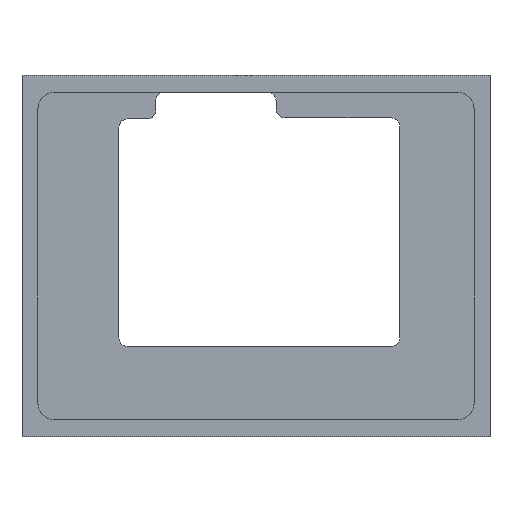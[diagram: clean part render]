
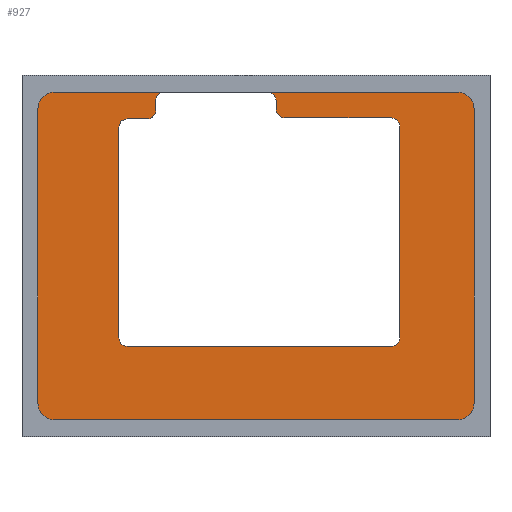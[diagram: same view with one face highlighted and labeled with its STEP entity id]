
A CAD part, top view. The second image highlights one B-rep face of the part: STEP entity #927.
In plain terms, the highlighted planar face has unit normal (0, 0, 1).
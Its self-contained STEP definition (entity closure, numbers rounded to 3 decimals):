
#377 = EDGE_CURVE('',#378,#380,#382,.T.);
#378 = VERTEX_POINT('',#379);
#379 = CARTESIAN_POINT('',(-16.25,20.5,-1.5));
#380 = VERTEX_POINT('',#381);
#381 = CARTESIAN_POINT('',(-19.25,20.5,-1.5));
#382 = LINE('',#383,#384);
#383 = CARTESIAN_POINT('',(-16.25,20.5,-1.5));
#384 = VECTOR('',#385,1.);
#385 = DIRECTION('',(-1.,0.,0.));
#408 = EDGE_CURVE('',#380,#409,#411,.T.);
#409 = VERTEX_POINT('',#410);
#410 = CARTESIAN_POINT('',(-20.5,19.25,-1.5));
#411 = CIRCLE('',#412,1.25);
#412 = AXIS2_PLACEMENT_3D('',#413,#414,#415);
#413 = CARTESIAN_POINT('',(-19.25,19.25,-1.5));
#414 = DIRECTION('',(0.,0.,1.));
#415 = DIRECTION('',(1.,0.,0.));
#433 = EDGE_CURVE('',#409,#434,#436,.T.);
#434 = VERTEX_POINT('',#435);
#435 = CARTESIAN_POINT('',(-20.5,-12.25,-1.5));
#436 = LINE('',#437,#438);
#437 = CARTESIAN_POINT('',(-20.5,19.25,-1.5));
#438 = VECTOR('',#439,1.);
#439 = DIRECTION('',(0.,-1.,0.));
#457 = EDGE_CURVE('',#434,#458,#460,.T.);
#458 = VERTEX_POINT('',#459);
#459 = CARTESIAN_POINT('',(-19.25,-13.5,-1.5));
#460 = CIRCLE('',#461,1.25);
#461 = AXIS2_PLACEMENT_3D('',#462,#463,#464);
#462 = CARTESIAN_POINT('',(-19.25,-12.25,-1.5));
#463 = DIRECTION('',(0.,0.,1.));
#464 = DIRECTION('',(1.,0.,0.));
#482 = EDGE_CURVE('',#458,#483,#485,.T.);
#483 = VERTEX_POINT('',#484);
#484 = CARTESIAN_POINT('',(20.25,-13.5,-1.5));
#485 = LINE('',#486,#487);
#486 = CARTESIAN_POINT('',(-19.25,-13.5,-1.5));
#487 = VECTOR('',#488,1.);
#488 = DIRECTION('',(1.,0.,0.));
#506 = EDGE_CURVE('',#483,#507,#509,.T.);
#507 = VERTEX_POINT('',#508);
#508 = CARTESIAN_POINT('',(21.5,-12.25,-1.5));
#509 = CIRCLE('',#510,1.25);
#510 = AXIS2_PLACEMENT_3D('',#511,#512,#513);
#511 = CARTESIAN_POINT('',(20.25,-12.25,-1.5));
#512 = DIRECTION('',(0.,0.,1.));
#513 = DIRECTION('',(1.,0.,0.));
#531 = EDGE_CURVE('',#507,#532,#534,.T.);
#532 = VERTEX_POINT('',#533);
#533 = CARTESIAN_POINT('',(21.5,19.402,-1.5));
#534 = LINE('',#535,#536);
#535 = CARTESIAN_POINT('',(21.5,-12.25,-1.5));
#536 = VECTOR('',#537,1.);
#537 = DIRECTION('',(0.,1.,0.));
#555 = EDGE_CURVE('',#532,#556,#558,.T.);
#556 = VERTEX_POINT('',#557);
#557 = CARTESIAN_POINT('',(20.25,20.652,-1.5));
#558 = CIRCLE('',#559,1.25);
#559 = AXIS2_PLACEMENT_3D('',#560,#561,#562);
#560 = CARTESIAN_POINT('',(20.25,19.402,-1.5));
#561 = DIRECTION('',(0.,0.,1.));
#562 = DIRECTION('',(1.,0.,0.));
#580 = EDGE_CURVE('',#556,#581,#583,.T.);
#581 = VERTEX_POINT('',#582);
#582 = CARTESIAN_POINT('',(4.25,20.652,-1.5));
#583 = LINE('',#584,#585);
#584 = CARTESIAN_POINT('',(20.25,20.652,-1.5));
#585 = VECTOR('',#586,1.);
#586 = DIRECTION('',(-1.,0.,0.));
#604 = EDGE_CURVE('',#605,#581,#607,.T.);
#605 = VERTEX_POINT('',#606);
#606 = CARTESIAN_POINT('',(3.,21.902,-1.5));
#607 = CIRCLE('',#608,1.25);
#608 = AXIS2_PLACEMENT_3D('',#609,#610,#611);
#609 = CARTESIAN_POINT('',(4.25,21.902,-1.5));
#610 = DIRECTION('',(0.,0.,1.));
#611 = DIRECTION('',(1.,0.,0.));
#629 = EDGE_CURVE('',#605,#630,#632,.T.);
#630 = VERTEX_POINT('',#631);
#631 = CARTESIAN_POINT('',(3.,23.25,-1.5));
#632 = LINE('',#633,#634);
#633 = CARTESIAN_POINT('',(3.,21.902,-1.5));
#634 = VECTOR('',#635,1.);
#635 = DIRECTION('',(0.,1.,0.));
#653 = EDGE_CURVE('',#630,#654,#656,.T.);
#654 = VERTEX_POINT('',#655);
#655 = CARTESIAN_POINT('',(1.75,24.5,-1.5));
#656 = CIRCLE('',#657,1.25);
#657 = AXIS2_PLACEMENT_3D('',#658,#659,#660);
#658 = CARTESIAN_POINT('',(1.75,23.25,-1.5));
#659 = DIRECTION('',(0.,0.,1.));
#660 = DIRECTION('',(1.,0.,0.));
#678 = EDGE_CURVE('',#679,#681,#683,.T.);
#679 = VERTEX_POINT('',#680);
#680 = CARTESIAN_POINT('',(-13.75,24.5,-1.5));
#681 = VERTEX_POINT('',#682);
#682 = CARTESIAN_POINT('',(-15.,23.25,-1.5));
#683 = CIRCLE('',#684,1.25);
#684 = AXIS2_PLACEMENT_3D('',#685,#686,#687);
#685 = CARTESIAN_POINT('',(-13.75,23.25,-1.5));
#686 = DIRECTION('',(0.,0.,1.));
#687 = DIRECTION('',(1.,0.,0.));
#710 = EDGE_CURVE('',#681,#711,#713,.T.);
#711 = VERTEX_POINT('',#712);
#712 = CARTESIAN_POINT('',(-15.,21.75,-1.5));
#713 = LINE('',#714,#715);
#714 = CARTESIAN_POINT('',(-15.,23.25,-1.5));
#715 = VECTOR('',#716,1.);
#716 = DIRECTION('',(0.,-1.,0.));
#734 = EDGE_CURVE('',#378,#711,#735,.T.);
#735 = CIRCLE('',#736,1.25);
#736 = AXIS2_PLACEMENT_3D('',#737,#738,#739);
#737 = CARTESIAN_POINT('',(-16.25,21.75,-1.5));
#738 = DIRECTION('',(0.,0.,1.));
#739 = DIRECTION('',(1.,0.,0.));
#753 = VERTEX_POINT('',#754);
#754 = CARTESIAN_POINT('',(-30.125,-24.5,-1.5));
#760 = EDGE_CURVE('',#753,#761,#763,.T.);
#761 = VERTEX_POINT('',#762);
#762 = CARTESIAN_POINT('',(30.125,-24.5,-1.5));
#763 = LINE('',#764,#765);
#764 = CARTESIAN_POINT('',(-30.125,-24.5,-1.5));
#765 = VECTOR('',#766,1.);
#766 = DIRECTION('',(1.,0.,0.));
#784 = EDGE_CURVE('',#761,#785,#787,.T.);
#785 = VERTEX_POINT('',#786);
#786 = CARTESIAN_POINT('',(32.625,-22.,-1.5));
#787 = CIRCLE('',#788,2.5);
#788 = AXIS2_PLACEMENT_3D('',#789,#790,#791);
#789 = CARTESIAN_POINT('',(30.125,-22.,-1.5));
#790 = DIRECTION('',(0.,0.,1.));
#791 = DIRECTION('',(1.,0.,0.));
#809 = EDGE_CURVE('',#785,#810,#812,.T.);
#810 = VERTEX_POINT('',#811);
#811 = CARTESIAN_POINT('',(32.625,22.,-1.5));
#812 = LINE('',#813,#814);
#813 = CARTESIAN_POINT('',(32.625,-22.,-1.5));
#814 = VECTOR('',#815,1.);
#815 = DIRECTION('',(0.,1.,0.));
#833 = EDGE_CURVE('',#810,#834,#836,.T.);
#834 = VERTEX_POINT('',#835);
#835 = CARTESIAN_POINT('',(30.125,24.5,-1.5));
#836 = CIRCLE('',#837,2.5);
#837 = AXIS2_PLACEMENT_3D('',#838,#839,#840);
#838 = CARTESIAN_POINT('',(30.125,22.,-1.5));
#839 = DIRECTION('',(0.,0.,1.));
#840 = DIRECTION('',(1.,0.,0.));
#858 = VERTEX_POINT('',#859);
#859 = CARTESIAN_POINT('',(-30.125,24.5,-1.5));
#865 = EDGE_CURVE('',#858,#866,#868,.T.);
#866 = VERTEX_POINT('',#867);
#867 = CARTESIAN_POINT('',(-32.625,22.,-1.5));
#868 = CIRCLE('',#869,2.5);
#869 = AXIS2_PLACEMENT_3D('',#870,#871,#872);
#870 = CARTESIAN_POINT('',(-30.125,22.,-1.5));
#871 = DIRECTION('',(0.,0.,1.));
#872 = DIRECTION('',(1.,0.,0.));
#890 = EDGE_CURVE('',#866,#891,#893,.T.);
#891 = VERTEX_POINT('',#892);
#892 = CARTESIAN_POINT('',(-32.625,-22.,-1.5));
#893 = LINE('',#894,#895);
#894 = CARTESIAN_POINT('',(-32.625,22.,-1.5));
#895 = VECTOR('',#896,1.);
#896 = DIRECTION('',(0.,-1.,0.));
#914 = EDGE_CURVE('',#891,#753,#915,.T.);
#915 = CIRCLE('',#916,2.5);
#916 = AXIS2_PLACEMENT_3D('',#917,#918,#919);
#917 = CARTESIAN_POINT('',(-30.125,-22.,-1.5));
#918 = DIRECTION('',(0.,0.,1.));
#919 = DIRECTION('',(1.,0.,0.));
#927 = ADVANCED_FACE('',(#928),#964,.T.);
#928 = FACE_BOUND('',#929,.T.);
#929 = EDGE_LOOP('',(#930,#931,#932,#933,#934,#935,#941,#942,#943,#944,
    #945,#946,#947,#948,#949,#950,#951,#952,#953,#954,#955,#956,#962,
    #963));
#930 = ORIENTED_EDGE('',*,*,#914,.T.);
#931 = ORIENTED_EDGE('',*,*,#760,.T.);
#932 = ORIENTED_EDGE('',*,*,#784,.T.);
#933 = ORIENTED_EDGE('',*,*,#809,.T.);
#934 = ORIENTED_EDGE('',*,*,#833,.T.);
#935 = ORIENTED_EDGE('',*,*,#936,.T.);
#936 = EDGE_CURVE('',#834,#654,#937,.T.);
#937 = LINE('',#938,#939);
#938 = CARTESIAN_POINT('',(30.125,24.5,-1.5));
#939 = VECTOR('',#940,1.);
#940 = DIRECTION('',(-1.,0.,0.));
#941 = ORIENTED_EDGE('',*,*,#653,.F.);
#942 = ORIENTED_EDGE('',*,*,#629,.F.);
#943 = ORIENTED_EDGE('',*,*,#604,.T.);
#944 = ORIENTED_EDGE('',*,*,#580,.F.);
#945 = ORIENTED_EDGE('',*,*,#555,.F.);
#946 = ORIENTED_EDGE('',*,*,#531,.F.);
#947 = ORIENTED_EDGE('',*,*,#506,.F.);
#948 = ORIENTED_EDGE('',*,*,#482,.F.);
#949 = ORIENTED_EDGE('',*,*,#457,.F.);
#950 = ORIENTED_EDGE('',*,*,#433,.F.);
#951 = ORIENTED_EDGE('',*,*,#408,.F.);
#952 = ORIENTED_EDGE('',*,*,#377,.F.);
#953 = ORIENTED_EDGE('',*,*,#734,.T.);
#954 = ORIENTED_EDGE('',*,*,#710,.F.);
#955 = ORIENTED_EDGE('',*,*,#678,.F.);
#956 = ORIENTED_EDGE('',*,*,#957,.T.);
#957 = EDGE_CURVE('',#679,#858,#958,.T.);
#958 = LINE('',#959,#960);
#959 = CARTESIAN_POINT('',(30.125,24.5,-1.5));
#960 = VECTOR('',#961,1.);
#961 = DIRECTION('',(-1.,0.,0.));
#962 = ORIENTED_EDGE('',*,*,#865,.T.);
#963 = ORIENTED_EDGE('',*,*,#890,.T.);
#964 = PLANE('',#965);
#965 = AXIS2_PLACEMENT_3D('',#966,#967,#968);
#966 = CARTESIAN_POINT('',(0.,0.,-1.5)
  );
#967 = DIRECTION('',(0.,0.,1.));
#968 = DIRECTION('',(1.,0.,0.));
